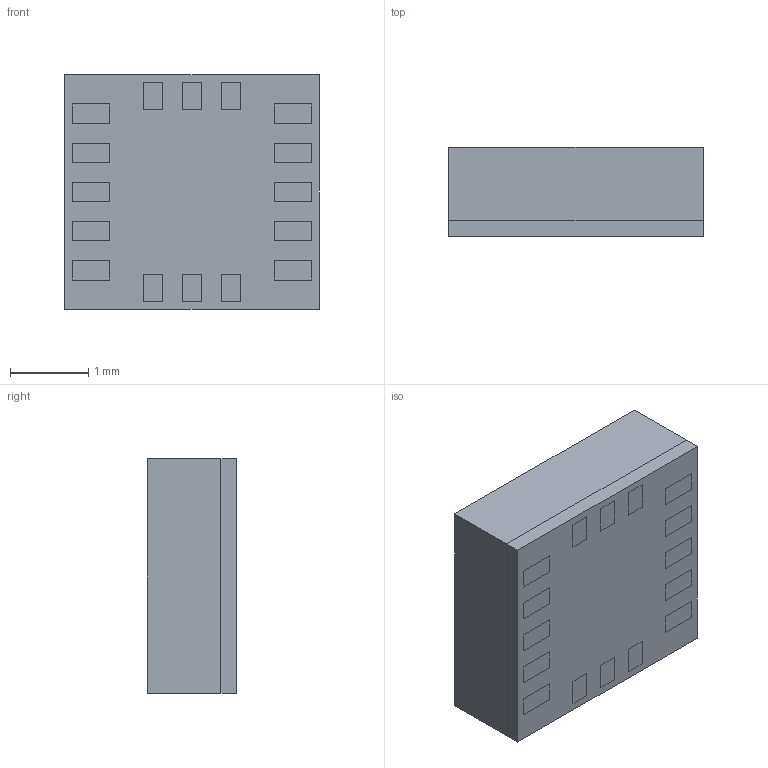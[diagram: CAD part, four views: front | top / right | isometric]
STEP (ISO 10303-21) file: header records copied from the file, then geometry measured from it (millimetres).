
FILE_DESCRIPTION (( 'STEP AP214' ), '1' );
FILE_NAME ('ADXL372BCCZ-RL7.STEP', '2020-04-30T16:48:19', ( '' ), ( '' ), 'SwSTEP 2.0', 'SolidWorks 2017', '' );
FILE_SCHEMA (( 'AUTOMOTIVE_DESIGN' ));
Length unit declared in the file: millimetre
Products named in the file (1): ADXL372BCCZ-RL7
Bounding box: 3.25 x 1.14 x 3 mm (x, y, z)
Volume: 11.1 mm3; surface area: 61 mm2
Topology: 18 solids, 18 shells, 188 faces, 408 edges, 272 vertices
Faces by surface type: plane 188
Entity records: 5199 total; most frequent: CARTESIAN_POINT 869, ORIENTED_EDGE 816, DIRECTION 786, VECTOR 408, EDGE_CURVE 408, LINE 408, VERTEX_POINT 272, EDGE_LOOP 204
